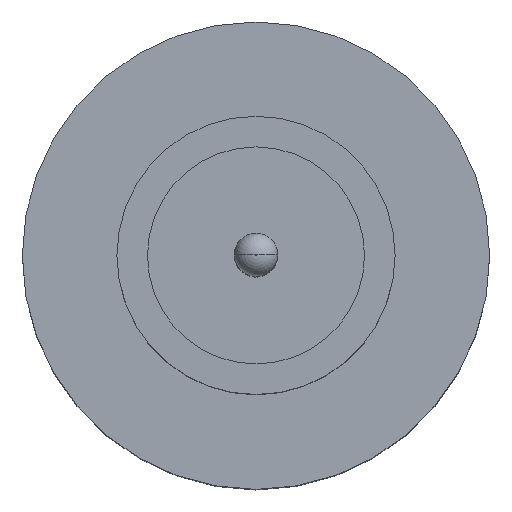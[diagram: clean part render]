
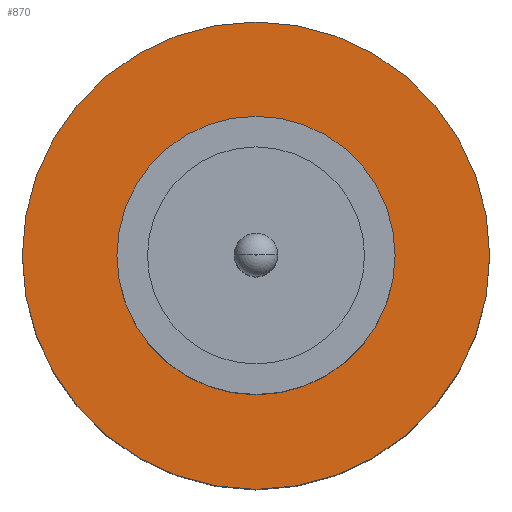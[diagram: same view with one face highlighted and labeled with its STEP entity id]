
A CAD part, top view. The second image highlights one B-rep face of the part: STEP entity #870.
In plain terms, the highlighted planar face has unit normal (0, 0, 1).
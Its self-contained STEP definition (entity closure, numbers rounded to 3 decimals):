
#67 = VERTEX_POINT ( 'NONE', #173 ) ;
#105 = VERTEX_POINT ( 'NONE', #258 ) ;
#119 = CARTESIAN_POINT ( 'NONE',  ( 0., 0., 1.55 ) ) ;
#134 = EDGE_LOOP ( 'NONE', ( #329, #435 ) ) ;
#148 = EDGE_CURVE ( 'NONE', #832, #105, #639, .T. ) ;
#153 = DIRECTION ( 'NONE',  ( 1., 0., 0. ) ) ;
#163 = CARTESIAN_POINT ( 'NONE',  ( 0., 0., 1.55 ) ) ;
#170 = DIRECTION ( 'NONE',  ( 0., 0., 1. ) ) ;
#173 = CARTESIAN_POINT ( 'NONE',  ( -1.25, 0., 1.55 ) ) ;
#191 = DIRECTION ( 'NONE',  ( 0., 0., 1. ) ) ;
#206 = CIRCLE ( 'NONE', #304, 2.1 ) ;
#213 = CARTESIAN_POINT ( 'NONE',  ( -2.1, 0., 1.55 ) ) ;
#238 = DIRECTION ( 'NONE',  ( 0., 0., 1. ) ) ;
#242 = FACE_OUTER_BOUND ( 'NONE', #644, .T. ) ;
#258 = CARTESIAN_POINT ( 'NONE',  ( 2.1, 0., 1.55 ) ) ;
#301 = DIRECTION ( 'NONE',  ( 1., 0., 0. ) ) ;
#304 = AXIS2_PLACEMENT_3D ( 'NONE', #163, #170, #796 ) ;
#307 = CIRCLE ( 'NONE', #907, 1.25 ) ;
#329 = ORIENTED_EDGE ( 'NONE', *, *, #898, .F. ) ;
#349 = DIRECTION ( 'NONE',  ( 1., 0., 0. ) ) ;
#425 = CARTESIAN_POINT ( 'NONE',  ( 1.25, 0., 1.55 ) ) ;
#435 = ORIENTED_EDGE ( 'NONE', *, *, #529, .F. ) ;
#437 = AXIS2_PLACEMENT_3D ( 'NONE', #119, #191, #349 ) ;
#463 = FACE_BOUND ( 'NONE', #134, .T. ) ;
#529 = EDGE_CURVE ( 'NONE', #67, #584, #307, .T. ) ;
#561 = AXIS2_PLACEMENT_3D ( 'NONE', #998, #763, #301 ) ;
#584 = VERTEX_POINT ( 'NONE', #425 ) ;
#596 = PLANE ( 'NONE',  #561 ) ;
#609 = ORIENTED_EDGE ( 'NONE', *, *, #996, .T. ) ;
#639 = CIRCLE ( 'NONE', #437, 2.1 ) ;
#644 = EDGE_LOOP ( 'NONE', ( #818, #609 ) ) ;
#648 = DIRECTION ( 'NONE',  ( 1., 0., 0. ) ) ;
#676 = CIRCLE ( 'NONE', #823, 1.25 ) ;
#763 = DIRECTION ( 'NONE',  ( 0., 0., 1. ) ) ;
#796 = DIRECTION ( 'NONE',  ( 1., 0., 0. ) ) ;
#811 = CARTESIAN_POINT ( 'NONE',  ( 0., 0., 1.55 ) ) ;
#818 = ORIENTED_EDGE ( 'NONE', *, *, #148, .T. ) ;
#823 = AXIS2_PLACEMENT_3D ( 'NONE', #933, #238, #153 ) ;
#832 = VERTEX_POINT ( 'NONE', #213 ) ;
#870 = ADVANCED_FACE ( 'NONE', ( #463, #242 ), #596, .T. ) ;
#884 = DIRECTION ( 'NONE',  ( 0., 0., 1. ) ) ;
#898 = EDGE_CURVE ( 'NONE', #584, #67, #676, .T. ) ;
#907 = AXIS2_PLACEMENT_3D ( 'NONE', #811, #884, #648 ) ;
#933 = CARTESIAN_POINT ( 'NONE',  ( 0., 0., 1.55 ) ) ;
#996 = EDGE_CURVE ( 'NONE', #105, #832, #206, .T. ) ;
#998 = CARTESIAN_POINT ( 'NONE',  ( 0., 0., 1.55 ) ) ;
